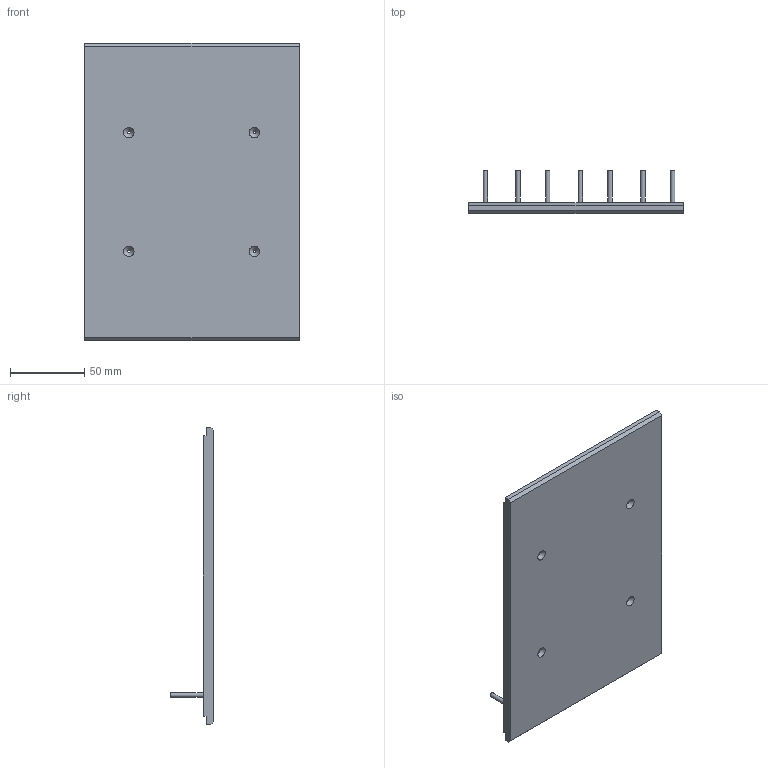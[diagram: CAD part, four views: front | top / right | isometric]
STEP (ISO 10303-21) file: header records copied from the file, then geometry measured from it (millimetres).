
FILE_DESCRIPTION(/* description */ (''),/* implementation_level */ '2;1');
FILE_NAME(/* name */ 'Bottom M.step',/* time_stamp */ '2026-02-01T10:48:45Z',/* author */ (''),/* organization */ (''),/* preprocessor_version */ 'ST-DEVELOPER v20.1',/* originating_system */ 'Autodesk Translation Framework v14.24.0.0',/* authorisation */ '');
FILE_SCHEMA (('AUTOMOTIVE_DESIGN { 1 0 10303 214 3 1 1 }'));
Length unit declared in the file: millimetre
Products named in the file (1): Bottom M
Bounding box: 144 x 29 x 200 mm (x, y, z)
Volume: 198712.6 mm3; surface area: 63624.5 mm2
Topology: 1 solids, 1 shells, 34 faces, 71 edges, 46 vertices
Faces by surface type: plane 19, cylinder 11, cone 4
Full cylindrical faces by diameter (mm): 2 x4, 3 x7
Entity records: 965 total; most frequent: DIRECTION 167, CARTESIAN_POINT 152, ORIENTED_EDGE 142, EDGE_CURVE 71, AXIS2_PLACEMENT_3D 61, EDGE_LOOP 49, VERTEX_POINT 46, LINE 45
